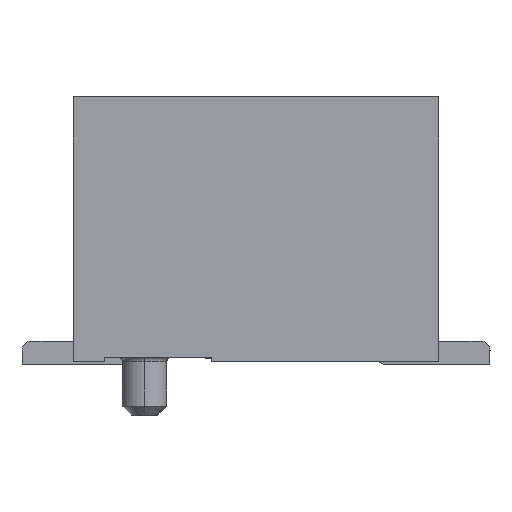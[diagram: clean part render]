
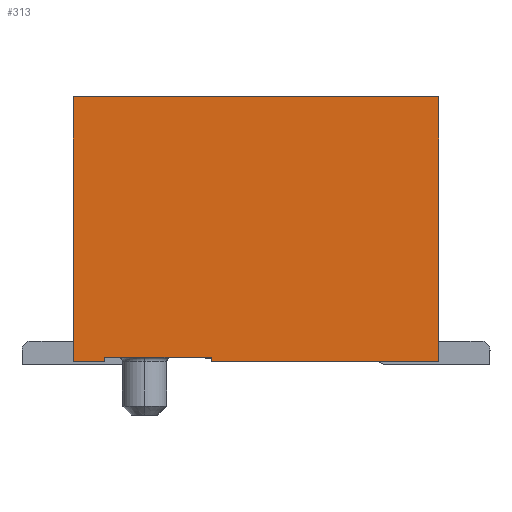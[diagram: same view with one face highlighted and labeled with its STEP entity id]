
A CAD part, left-side view. The second image highlights one B-rep face of the part: STEP entity #313.
In plain terms, the highlighted planar face has unit normal (-1, 0, 0).
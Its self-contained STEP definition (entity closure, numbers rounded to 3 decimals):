
#225=CARTESIAN_POINT('',(-2.615,1.563,-0.6));
#226=VERTEX_POINT('',#225);
#233=CARTESIAN_POINT('',(-2.615,1.563,-0.55));
#234=VERTEX_POINT('',#233);
#235=CARTESIAN_POINT('',(-2.615,1.563,-0.6));
#236=DIRECTION('',(0.,0.,1.));
#237=VECTOR('',#236,0.05);
#238=LINE('',#235,#237);
#239=EDGE_CURVE('',#226,#234,#238,.T.);
#251=CARTESIAN_POINT('',(-2.615,3.063,2.17));
#252=DIRECTION('',(0.,1.,0.));
#253=DIRECTION('',(-1.,0.,-0.));
#254=AXIS2_PLACEMENT_3D('',#251,#253,#252);
#255=PLANE('',#254);
#256=CARTESIAN_POINT('',(-2.615,3.113,-0.6));
#257=VERTEX_POINT('',#256);
#258=CARTESIAN_POINT('',(-2.615,2.763,-0.6));
#259=VERTEX_POINT('',#258);
#260=CARTESIAN_POINT('',(-2.615,3.113,-0.6));
#261=DIRECTION('',(0.,-1.,0.));
#262=VECTOR('',#261,0.35);
#263=LINE('',#260,#262);
#264=EDGE_CURVE('',#257,#259,#263,.T.);
#265=ORIENTED_EDGE('',*,*,#264,.T.);
#266=CARTESIAN_POINT('',(-2.615,2.763,-0.55));
#267=VERTEX_POINT('',#266);
#268=CARTESIAN_POINT('',(-2.615,2.763,-0.6));
#269=DIRECTION('',(0.,0.,1.));
#270=VECTOR('',#269,0.05);
#271=LINE('',#268,#270);
#272=EDGE_CURVE('',#259,#267,#271,.T.);
#273=ORIENTED_EDGE('',*,*,#272,.T.);
#274=CARTESIAN_POINT('',(-2.615,1.563,-0.55));
#275=DIRECTION('',(0.,1.,0.));
#276=VECTOR('',#275,1.2);
#277=LINE('',#274,#276);
#278=EDGE_CURVE('',#234,#267,#277,.T.);
#279=ORIENTED_EDGE('',*,*,#278,.F.);
#280=ORIENTED_EDGE('',*,*,#239,.F.);
#281=CARTESIAN_POINT('',(-2.615,-0.987,-0.6));
#282=VERTEX_POINT('',#281);
#283=CARTESIAN_POINT('',(-2.615,1.563,-0.6));
#284=DIRECTION('',(0.,-1.,0.));
#285=VECTOR('',#284,2.55);
#286=LINE('',#283,#285);
#287=EDGE_CURVE('',#226,#282,#286,.T.);
#288=ORIENTED_EDGE('',*,*,#287,.T.);
#289=CARTESIAN_POINT('',(-2.615,-0.987,2.37));
#290=VERTEX_POINT('',#289);
#291=CARTESIAN_POINT('',(-2.615,-0.987,2.37));
#292=DIRECTION('',(0.,0.,-1.));
#293=VECTOR('',#292,2.97);
#294=LINE('',#291,#293);
#295=EDGE_CURVE('',#290,#282,#294,.T.);
#296=ORIENTED_EDGE('',*,*,#295,.F.);
#297=CARTESIAN_POINT('',(-2.615,3.113,2.37));
#298=VERTEX_POINT('',#297);
#299=CARTESIAN_POINT('',(-2.615,-0.987,2.37));
#300=DIRECTION('',(0.,1.,0.));
#301=VECTOR('',#300,4.1);
#302=LINE('',#299,#301);
#303=EDGE_CURVE('',#290,#298,#302,.T.);
#304=ORIENTED_EDGE('',*,*,#303,.T.);
#305=CARTESIAN_POINT('',(-2.615,3.113,2.37));
#306=DIRECTION('',(0.,0.,-1.));
#307=VECTOR('',#306,2.97);
#308=LINE('',#305,#307);
#309=EDGE_CURVE('',#298,#257,#308,.T.);
#310=ORIENTED_EDGE('',*,*,#309,.T.);
#311=EDGE_LOOP('',(#265,#273,#279,#280,#288,#296,#304,#310));
#312=FACE_OUTER_BOUND('',#311,.T.);
#313=ADVANCED_FACE('',(#312),#255,.T.);
